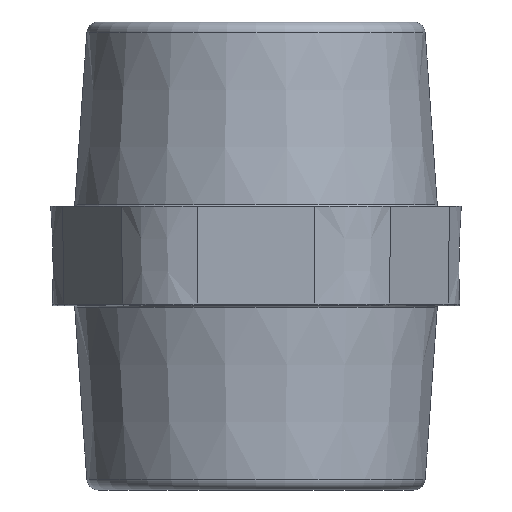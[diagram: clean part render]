
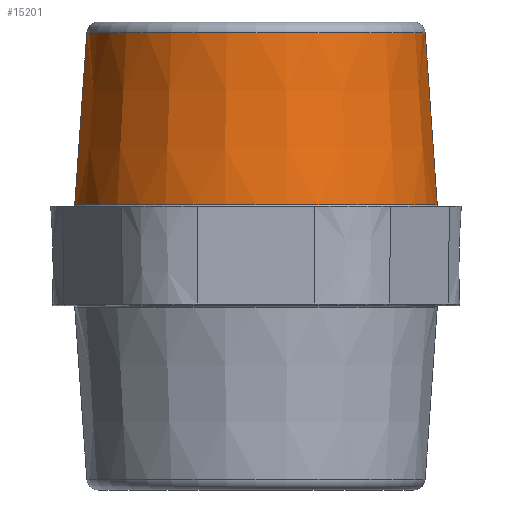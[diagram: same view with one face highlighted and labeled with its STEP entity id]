
A CAD part, front view. The second image highlights one B-rep face of the part: STEP entity #15201.
In plain terms, the highlighted conical face has half-angle 4 degrees and reference radius 29.954 mm.
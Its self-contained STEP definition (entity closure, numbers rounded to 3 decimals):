
#1442 = EDGE_CURVE ( 'NONE', #40522, #39832, #14102, .T. ) ;
#3739 = CARTESIAN_POINT ( 'NONE',  ( 0., 0., 31.959 ) ) ;
#4989 = EDGE_CURVE ( 'NONE', #34157, #40522, #13914, .T. ) ;
#7390 = LINE ( 'NONE', #27178, #38068 ) ;
#8942 = AXIS2_PLACEMENT_3D ( 'NONE', #31148, #36312, #56092 ) ;
#9878 = EDGE_LOOP ( 'NONE', ( #32225, #51296, #60537, #30807 ) ) ;
#13734 = CARTESIAN_POINT ( 'NONE',  ( -28.927, 0., 46.64 ) ) ;
#13914 = LINE ( 'NONE', #17801, #30012 ) ;
#14102 = CIRCLE ( 'NONE', #8942, 28.927 ) ;
#15201 = ADVANCED_FACE ( 'NONE', ( #53054 ), #27057, .T. ) ;
#17754 = AXIS2_PLACEMENT_3D ( 'NONE', #63320, #53598, #62998 ) ;
#17801 = CARTESIAN_POINT ( 'NONE',  ( -30.98, 0., 17.279 ) ) ;
#17979 = DIRECTION ( 'NONE',  ( 1., 0., 0. ) ) ;
#21784 = CARTESIAN_POINT ( 'NONE',  ( 28.927, 0., 46.64 ) ) ;
#27057 = CONICAL_SURFACE ( 'NONE', #63298, 29.954, 0.07 ) ;
#27178 = CARTESIAN_POINT ( 'NONE',  ( 30.98, 0., 17.279 ) ) ;
#29377 = EDGE_CURVE ( 'NONE', #30411, #39832, #7390, .T. ) ;
#30012 = VECTOR ( 'NONE', #63241, 1000. ) ;
#30411 = VERTEX_POINT ( 'NONE', #58841 ) ;
#30807 = ORIENTED_EDGE ( 'NONE', *, *, #35886, .F. ) ;
#31148 = CARTESIAN_POINT ( 'NONE',  ( 0., 0., 46.64 ) ) ;
#32225 = ORIENTED_EDGE ( 'NONE', *, *, #29377, .T. ) ;
#34157 = VERTEX_POINT ( 'NONE', #49499 ) ;
#35886 = EDGE_CURVE ( 'NONE', #30411, #34157, #45801, .T. ) ;
#36312 = DIRECTION ( 'NONE',  ( 0., 0., 1. ) ) ;
#38068 = VECTOR ( 'NONE', #46981, 1000. ) ;
#39832 = VERTEX_POINT ( 'NONE', #21784 ) ;
#40522 = VERTEX_POINT ( 'NONE', #13734 ) ;
#45801 = CIRCLE ( 'NONE', #17754, 30.98 ) ;
#46981 = DIRECTION ( 'NONE',  ( -0.07, 0., 0.998 ) ) ;
#49499 = CARTESIAN_POINT ( 'NONE',  ( -30.98, 0., 17.279 ) ) ;
#51296 = ORIENTED_EDGE ( 'NONE', *, *, #1442, .F. ) ;
#53054 = FACE_OUTER_BOUND ( 'NONE', #9878, .T. ) ;
#53598 = DIRECTION ( 'NONE',  ( 0., 0., -1. ) ) ;
#56092 = DIRECTION ( 'NONE',  ( -1., 0., 0. ) ) ;
#57908 = DIRECTION ( 'NONE',  ( 0., 0., -1. ) ) ;
#58841 = CARTESIAN_POINT ( 'NONE',  ( 30.98, 0., 17.279 ) ) ;
#60537 = ORIENTED_EDGE ( 'NONE', *, *, #4989, .F. ) ;
#62998 = DIRECTION ( 'NONE',  ( 1., 0., 0. ) ) ;
#63241 = DIRECTION ( 'NONE',  ( 0.07, 0., 0.998 ) ) ;
#63298 = AXIS2_PLACEMENT_3D ( 'NONE', #3739, #57908, #17979 ) ;
#63320 = CARTESIAN_POINT ( 'NONE',  ( 0., 0., 17.279 ) ) ;
